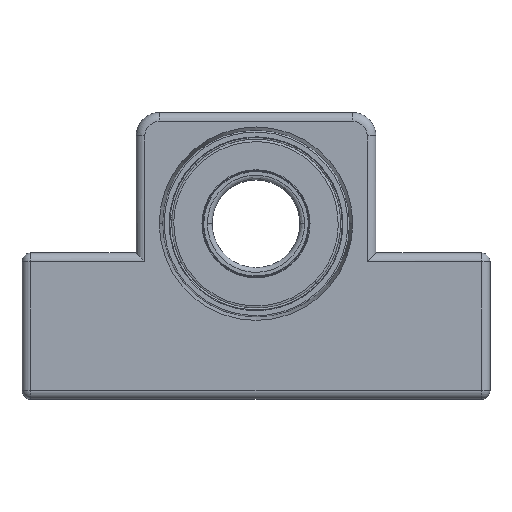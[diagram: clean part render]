
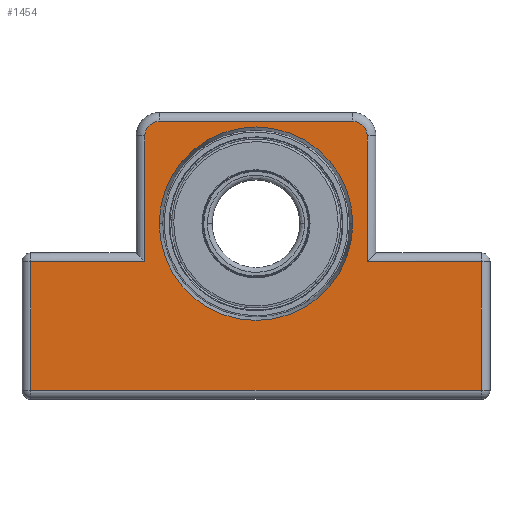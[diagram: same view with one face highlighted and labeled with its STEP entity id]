
A CAD part, top view. The second image highlights one B-rep face of the part: STEP entity #1454.
In plain terms, the highlighted planar face has unit normal (0, 0, 1).
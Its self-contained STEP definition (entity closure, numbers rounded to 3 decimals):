
#36 = CARTESIAN_POINT ( 'NONE',  ( 19., 20.5, 10. ) ) ;
#84 = DIRECTION ( 'NONE',  ( 0., -1., 0. ) ) ;
#375 = DIRECTION ( 'NONE',  ( -1., 0., 0. ) ) ;
#433 = LINE ( 'NONE', #7918, #8391 ) ;
#441 = DIRECTION ( 'NONE',  ( 0., 0., 1. ) ) ;
#617 = CARTESIAN_POINT ( 'NONE',  ( -16.5, 20.5, 10. ) ) ;
#809 = AXIS2_PLACEMENT_3D ( 'NONE', #2104, #7512, #2865 ) ;
#830 = EDGE_CURVE ( 'NONE', #6449, #6083, #5954, .T. ) ;
#962 = ORIENTED_EDGE ( 'NONE', *, *, #8240, .T. ) ;
#975 = CARTESIAN_POINT ( 'NONE',  ( 0., -1., 10. ) ) ;
#1151 = EDGE_CURVE ( 'NONE', #3620, #3897, #6498, .T. ) ;
#1167 = VECTOR ( 'NONE', #84, 1000. ) ;
#1207 = LINE ( 'NONE', #8454, #5025 ) ;
#1396 = DIRECTION ( 'NONE',  ( -1., 0., 0. ) ) ;
#1440 = ORIENTED_EDGE ( 'NONE', *, *, #2035, .T. ) ;
#1454 = ADVANCED_FACE ( 'NONE', ( #6854, #4995 ), #9039, .F. ) ;
#1458 = ORIENTED_EDGE ( 'NONE', *, *, #5994, .T. ) ;
#1489 = DIRECTION ( 'NONE',  ( 0., -1., 0. ) ) ;
#1494 = CARTESIAN_POINT ( 'NONE',  ( -19., 20.5, 10. ) ) ;
#1821 = ORIENTED_EDGE ( 'NONE', *, *, #1151, .T. ) ;
#1995 = DIRECTION ( 'NONE',  ( 0., 1., 0. ) ) ;
#2035 = EDGE_CURVE ( 'NONE', #9422, #3606, #3192, .T. ) ;
#2104 = CARTESIAN_POINT ( 'NONE',  ( 16.5, 20.5, 10. ) ) ;
#2185 = AXIS2_PLACEMENT_3D ( 'NONE', #3689, #9111, #4461 ) ;
#2637 = CIRCLE ( 'NONE', #809, 2.5 ) ;
#2865 = DIRECTION ( 'NONE',  ( -1., 0., 0. ) ) ;
#2933 = CIRCLE ( 'NONE', #2185, 16.536 ) ;
#2973 = LINE ( 'NONE', #6884, #8654 ) ;
#2996 = ORIENTED_EDGE ( 'NONE', *, *, #8065, .T. ) ;
#3092 = CIRCLE ( 'NONE', #6166, 16.536 ) ;
#3115 = CARTESIAN_POINT ( 'NONE',  ( -38.5, 0., 10. ) ) ;
#3130 = AXIS2_PLACEMENT_3D ( 'NONE', #3656, #6008, #1396 ) ;
#3192 = LINE ( 'NONE', #3115, #1167 ) ;
#3197 = ORIENTED_EDGE ( 'NONE', *, *, #7787, .T. ) ;
#3225 = CARTESIAN_POINT ( 'NONE',  ( 0., -23., 10. ) ) ;
#3381 = EDGE_CURVE ( 'NONE', #8192, #6449, #433, .T. ) ;
#3461 = CARTESIAN_POINT ( 'NONE',  ( 38.5, -23., 10. ) ) ;
#3504 = VERTEX_POINT ( 'NONE', #5707 ) ;
#3514 = CARTESIAN_POINT ( 'NONE',  ( 19., 0., 10. ) ) ;
#3606 = VERTEX_POINT ( 'NONE', #5109 ) ;
#3614 = CARTESIAN_POINT ( 'NONE',  ( -16.5, 23., 10. ) ) ;
#3620 = VERTEX_POINT ( 'NONE', #3461 ) ;
#3656 = CARTESIAN_POINT ( 'NONE',  ( 0., 0., 10. ) ) ;
#3689 = CARTESIAN_POINT ( 'NONE',  ( 0., 5.5, 10. ) ) ;
#3695 = VECTOR ( 'NONE', #1995, 1000. ) ;
#3709 = ORIENTED_EDGE ( 'NONE', *, *, #5793, .T. ) ;
#3837 = VECTOR ( 'NONE', #7881, 1000. ) ;
#3884 = EDGE_CURVE ( 'NONE', #8900, #3504, #2933, .T. ) ;
#3897 = VERTEX_POINT ( 'NONE', #5965 ) ;
#4037 = DIRECTION ( 'NONE',  ( 0., 0., -1. ) ) ;
#4415 = VECTOR ( 'NONE', #4671, 1000. ) ;
#4461 = DIRECTION ( 'NONE',  ( -1., 0., 0. ) ) ;
#4671 = DIRECTION ( 'NONE',  ( 0., 1., 0. ) ) ;
#4703 = CARTESIAN_POINT ( 'NONE',  ( 38.5, 0., 10. ) ) ;
#4995 = FACE_OUTER_BOUND ( 'NONE', #9539, .T. ) ;
#5025 = VECTOR ( 'NONE', #7720, 1000. ) ;
#5109 = CARTESIAN_POINT ( 'NONE',  ( -38.5, -23., 10. ) ) ;
#5423 = VERTEX_POINT ( 'NONE', #36 ) ;
#5564 = DIRECTION ( 'NONE',  ( -1., 0., 0. ) ) ;
#5632 = ORIENTED_EDGE ( 'NONE', *, *, #3884, .T. ) ;
#5639 = EDGE_CURVE ( 'NONE', #7721, #9422, #1207, .T. ) ;
#5707 = CARTESIAN_POINT ( 'NONE',  ( 16.536, 5.5, 10. ) ) ;
#5788 = AXIS2_PLACEMENT_3D ( 'NONE', #617, #441, #375 ) ;
#5793 = EDGE_CURVE ( 'NONE', #3606, #3620, #5907, .T. ) ;
#5907 = LINE ( 'NONE', #3225, #3837 ) ;
#5954 = CIRCLE ( 'NONE', #5788, 2.5 ) ;
#5965 = CARTESIAN_POINT ( 'NONE',  ( 38.5, -1., 10. ) ) ;
#5994 = EDGE_CURVE ( 'NONE', #5423, #8192, #2637, .T. ) ;
#6008 = DIRECTION ( 'NONE',  ( 0., 0., -1. ) ) ;
#6010 = LINE ( 'NONE', #3514, #3695 ) ;
#6036 = CARTESIAN_POINT ( 'NONE',  ( 16.5, 23., 10. ) ) ;
#6083 = VERTEX_POINT ( 'NONE', #1494 ) ;
#6121 = ORIENTED_EDGE ( 'NONE', *, *, #830, .T. ) ;
#6166 = AXIS2_PLACEMENT_3D ( 'NONE', #8666, #4037, #9457 ) ;
#6300 = CARTESIAN_POINT ( 'NONE',  ( 19., -1., 10. ) ) ;
#6348 = LINE ( 'NONE', #975, #8155 ) ;
#6449 = VERTEX_POINT ( 'NONE', #3614 ) ;
#6498 = LINE ( 'NONE', #4703, #4415 ) ;
#6801 = ORIENTED_EDGE ( 'NONE', *, *, #3381, .T. ) ;
#6853 = CARTESIAN_POINT ( 'NONE',  ( -16.536, 5.5, 10. ) ) ;
#6854 = FACE_BOUND ( 'NONE', #8726, .T. ) ;
#6884 = CARTESIAN_POINT ( 'NONE',  ( -19., 0., 10. ) ) ;
#7117 = ORIENTED_EDGE ( 'NONE', *, *, #5639, .T. ) ;
#7512 = DIRECTION ( 'NONE',  ( 0., 0., 1. ) ) ;
#7720 = DIRECTION ( 'NONE',  ( -1., 0., 0. ) ) ;
#7721 = VERTEX_POINT ( 'NONE', #8280 ) ;
#7787 = EDGE_CURVE ( 'NONE', #3504, #8900, #3092, .T. ) ;
#7881 = DIRECTION ( 'NONE',  ( 1., 0., 0. ) ) ;
#7918 = CARTESIAN_POINT ( 'NONE',  ( 0., 23., 10. ) ) ;
#8065 = EDGE_CURVE ( 'NONE', #9014, #5423, #6010, .T. ) ;
#8155 = VECTOR ( 'NONE', #5564, 1000. ) ;
#8192 = VERTEX_POINT ( 'NONE', #6036 ) ;
#8240 = EDGE_CURVE ( 'NONE', #6083, #7721, #2973, .T. ) ;
#8280 = CARTESIAN_POINT ( 'NONE',  ( -19., -1., 10. ) ) ;
#8391 = VECTOR ( 'NONE', #8681, 1000. ) ;
#8454 = CARTESIAN_POINT ( 'NONE',  ( 0., -1., 10. ) ) ;
#8457 = ORIENTED_EDGE ( 'NONE', *, *, #9619, .T. ) ;
#8654 = VECTOR ( 'NONE', #1489, 1000. ) ;
#8666 = CARTESIAN_POINT ( 'NONE',  ( 0., 5.5, 10. ) ) ;
#8681 = DIRECTION ( 'NONE',  ( -1., 0., 0. ) ) ;
#8726 = EDGE_LOOP ( 'NONE', ( #3197, #5632 ) ) ;
#8900 = VERTEX_POINT ( 'NONE', #6853 ) ;
#9014 = VERTEX_POINT ( 'NONE', #6300 ) ;
#9039 = PLANE ( 'NONE',  #3130 ) ;
#9111 = DIRECTION ( 'NONE',  ( 0., 0., -1. ) ) ;
#9303 = CARTESIAN_POINT ( 'NONE',  ( -38.5, -1., 10. ) ) ;
#9422 = VERTEX_POINT ( 'NONE', #9303 ) ;
#9457 = DIRECTION ( 'NONE',  ( -1., 0., 0. ) ) ;
#9539 = EDGE_LOOP ( 'NONE', ( #6121, #962, #7117, #1440, #3709, #1821, #8457, #2996, #1458, #6801 ) ) ;
#9619 = EDGE_CURVE ( 'NONE', #3897, #9014, #6348, .T. ) ;
